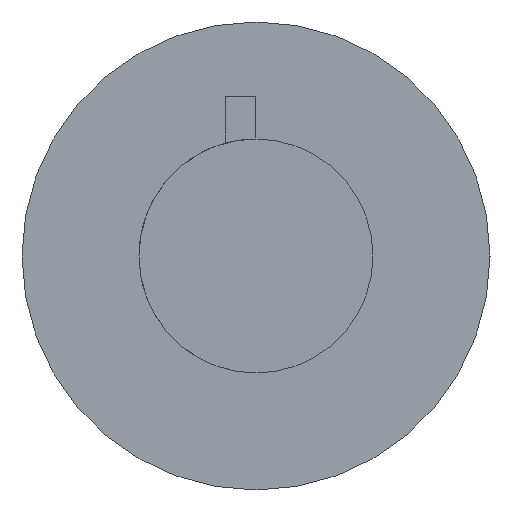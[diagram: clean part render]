
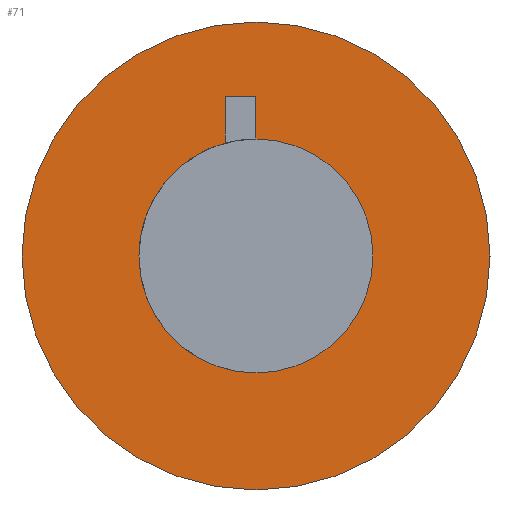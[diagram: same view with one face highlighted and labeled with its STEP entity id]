
A CAD part, left-side view. The second image highlights one B-rep face of the part: STEP entity #71.
In plain terms, the highlighted planar face has unit normal (-1, 0, 0).
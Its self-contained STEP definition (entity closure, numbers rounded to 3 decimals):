
#11 = EDGE_CURVE ( 'NONE', #558, #32, #415, .T. ) ;
#24 = DIRECTION ( 'NONE',  ( -1., 0., 0. ) ) ;
#27 = EDGE_CURVE ( 'NONE', #563, #558, #108, .T. ) ;
#32 = VERTEX_POINT ( 'NONE', #193 ) ;
#34 = EDGE_CURVE ( 'NONE', #563, #498, #210, .T. ) ;
#35 = ORIENTED_EDGE ( 'NONE', *, *, #397, .T. ) ;
#38 = AXIS2_PLACEMENT_3D ( 'NONE', #41, #539, #575 ) ;
#41 = CARTESIAN_POINT ( 'NONE',  ( -90., 0., 5. ) ) ;
#43 = ORIENTED_EDGE ( 'NONE', *, *, #27, .F. ) ;
#51 = VERTEX_POINT ( 'NONE', #401 ) ;
#71 = ADVANCED_FACE ( 'NONE', ( #426, #526 ), #233, .T. ) ;
#82 = ORIENTED_EDGE ( 'NONE', *, *, #371, .T. ) ;
#83 = DIRECTION ( 'NONE',  ( 0., 0., 1. ) ) ;
#88 = CARTESIAN_POINT ( 'NONE',  ( -90., 0., -5. ) ) ;
#89 = CARTESIAN_POINT ( 'NONE',  ( -90., 1.308, 6.809 ) ) ;
#90 = ORIENTED_EDGE ( 'NONE', *, *, #34, .T. ) ;
#108 = CIRCLE ( 'NONE', #501, 5. ) ;
#117 = CARTESIAN_POINT ( 'NONE',  ( -90., 0., 0. ) ) ;
#119 = DIRECTION ( 'NONE',  ( -1., 0., 0. ) ) ;
#137 = CARTESIAN_POINT ( 'NONE',  ( -90., 1.308, 4.826 ) ) ;
#165 = CARTESIAN_POINT ( 'NONE',  ( -90., 0., 5. ) ) ;
#166 = AXIS2_PLACEMENT_3D ( 'NONE', #541, #355, #189 ) ;
#177 = DIRECTION ( 'NONE',  ( 0., -1., 0. ) ) ;
#189 = DIRECTION ( 'NONE',  ( 0., 0., 1. ) ) ;
#193 = CARTESIAN_POINT ( 'NONE',  ( -90., 0., 5. ) ) ;
#198 = LINE ( 'NONE', #222, #486 ) ;
#210 = LINE ( 'NONE', #89, #419 ) ;
#212 = EDGE_CURVE ( 'NONE', #51, #509, #352, .T. ) ;
#222 = CARTESIAN_POINT ( 'NONE',  ( -90., 0., 6.809 ) ) ;
#233 = PLANE ( 'NONE',  #38 ) ;
#248 = ORIENTED_EDGE ( 'NONE', *, *, #11, .F. ) ;
#260 = ORIENTED_EDGE ( 'NONE', *, *, #377, .T. ) ;
#277 = DIRECTION ( 'NONE',  ( 0., 0., 1. ) ) ;
#312 = CARTESIAN_POINT ( 'NONE',  ( -90., 0., 6.809 ) ) ;
#313 = DIRECTION ( 'NONE',  ( 0., 0., 1. ) ) ;
#335 = AXIS2_PLACEMENT_3D ( 'NONE', #530, #119, #313 ) ;
#352 = CIRCLE ( 'NONE', #335, 10. ) ;
#355 = DIRECTION ( 'NONE',  ( -1., 0., 0. ) ) ;
#357 = DIRECTION ( 'NONE',  ( -1., 0., 0. ) ) ;
#371 = EDGE_CURVE ( 'NONE', #432, #32, #379, .T. ) ;
#377 = EDGE_CURVE ( 'NONE', #509, #51, #507, .T. ) ;
#379 = LINE ( 'NONE', #165, #518 ) ;
#397 = EDGE_CURVE ( 'NONE', #498, #432, #198, .T. ) ;
#401 = CARTESIAN_POINT ( 'NONE',  ( -90., 0., -10. ) ) ;
#415 = CIRCLE ( 'NONE', #166, 5. ) ;
#419 = VECTOR ( 'NONE', #450, 1000. ) ;
#426 = FACE_BOUND ( 'NONE', #474, .T. ) ;
#432 = VERTEX_POINT ( 'NONE', #312 ) ;
#433 = DIRECTION ( 'NONE',  ( 0., 0., -1. ) ) ;
#450 = DIRECTION ( 'NONE',  ( 0., 0., 1. ) ) ;
#456 = AXIS2_PLACEMENT_3D ( 'NONE', #117, #24, #277 ) ;
#471 = ORIENTED_EDGE ( 'NONE', *, *, #212, .T. ) ;
#474 = EDGE_LOOP ( 'NONE', ( #82, #248, #43, #90, #35 ) ) ;
#484 = CARTESIAN_POINT ( 'NONE',  ( -90., 0., 10. ) ) ;
#486 = VECTOR ( 'NONE', #177, 1000. ) ;
#487 = CARTESIAN_POINT ( 'NONE',  ( -90., 1.308, 6.809 ) ) ;
#494 = CARTESIAN_POINT ( 'NONE',  ( -90., 0., 0. ) ) ;
#498 = VERTEX_POINT ( 'NONE', #487 ) ;
#501 = AXIS2_PLACEMENT_3D ( 'NONE', #494, #357, #83 ) ;
#507 = CIRCLE ( 'NONE', #456, 10. ) ;
#509 = VERTEX_POINT ( 'NONE', #484 ) ;
#516 = EDGE_LOOP ( 'NONE', ( #260, #471 ) ) ;
#518 = VECTOR ( 'NONE', #433, 1000. ) ;
#526 = FACE_OUTER_BOUND ( 'NONE', #516, .T. ) ;
#530 = CARTESIAN_POINT ( 'NONE',  ( -90., 0., 0. ) ) ;
#539 = DIRECTION ( 'NONE',  ( -1., 0., 0. ) ) ;
#541 = CARTESIAN_POINT ( 'NONE',  ( -90., 0., 0. ) ) ;
#558 = VERTEX_POINT ( 'NONE', #88 ) ;
#563 = VERTEX_POINT ( 'NONE', #137 ) ;
#575 = DIRECTION ( 'NONE',  ( 0., 0., 1. ) ) ;
